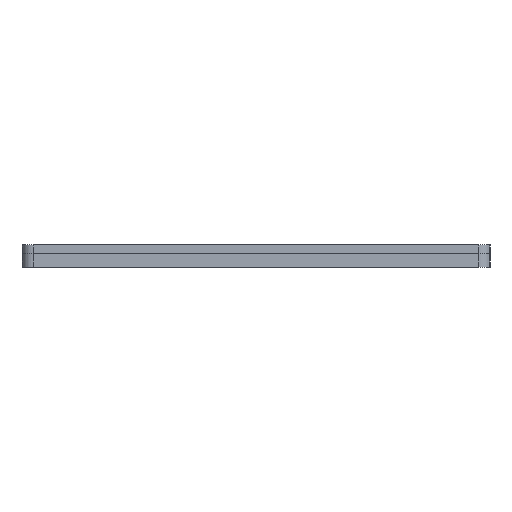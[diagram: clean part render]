
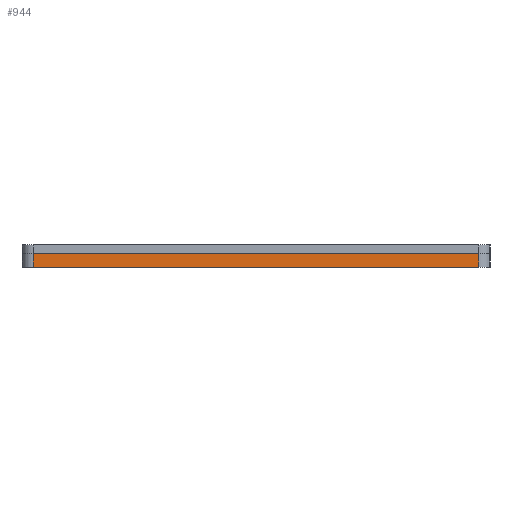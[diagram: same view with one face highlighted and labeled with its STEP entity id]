
A CAD part, left-side view. The second image highlights one B-rep face of the part: STEP entity #944.
In plain terms, the highlighted planar face has unit normal (-1, 0, 0).
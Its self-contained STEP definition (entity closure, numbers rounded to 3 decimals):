
#41 = VERTEX_POINT('',#42);
#42 = CARTESIAN_POINT('',(-200.,76.449,0.));
#95 = VERTEX_POINT('',#96);
#96 = CARTESIAN_POINT('',(-200.,-123.551,0.));
#111 = EDGE_CURVE('',#95,#41,#112,.T.);
#112 = LINE('',#113,#114);
#113 = CARTESIAN_POINT('',(-200.,-123.551,0.));
#114 = VECTOR('',#115,1.);
#115 = DIRECTION('',(0.,1.,0.));
#134 = VERTEX_POINT('',#135);
#135 = CARTESIAN_POINT('',(-200.,76.449,-6.));
#142 = EDGE_CURVE('',#41,#134,#143,.T.);
#143 = LINE('',#144,#145);
#144 = CARTESIAN_POINT('',(-200.,76.449,0.));
#145 = VECTOR('',#146,1.);
#146 = DIRECTION('',(-0.,-0.,-1.));
#944 = ADVANCED_FACE('',(#945),#963,.F.);
#945 = FACE_BOUND('',#946,.F.);
#946 = EDGE_LOOP('',(#947,#955,#961,#962));
#947 = ORIENTED_EDGE('',*,*,#948,.T.);
#948 = EDGE_CURVE('',#95,#949,#951,.T.);
#949 = VERTEX_POINT('',#950);
#950 = CARTESIAN_POINT('',(-200.,-123.551,-6.));
#951 = LINE('',#952,#953);
#952 = CARTESIAN_POINT('',(-200.,-123.551,0.));
#953 = VECTOR('',#954,1.);
#954 = DIRECTION('',(-0.,-0.,-1.));
#955 = ORIENTED_EDGE('',*,*,#956,.T.);
#956 = EDGE_CURVE('',#949,#134,#957,.T.);
#957 = LINE('',#958,#959);
#958 = CARTESIAN_POINT('',(-200.,-123.551,-6.));
#959 = VECTOR('',#960,1.);
#960 = DIRECTION('',(0.,1.,0.));
#961 = ORIENTED_EDGE('',*,*,#142,.F.);
#962 = ORIENTED_EDGE('',*,*,#111,.F.);
#963 = PLANE('',#964);
#964 = AXIS2_PLACEMENT_3D('',#965,#966,#967);
#965 = CARTESIAN_POINT('',(-200.,-123.551,0.));
#966 = DIRECTION('',(1.,0.,0.));
#967 = DIRECTION('',(0.,1.,0.));
